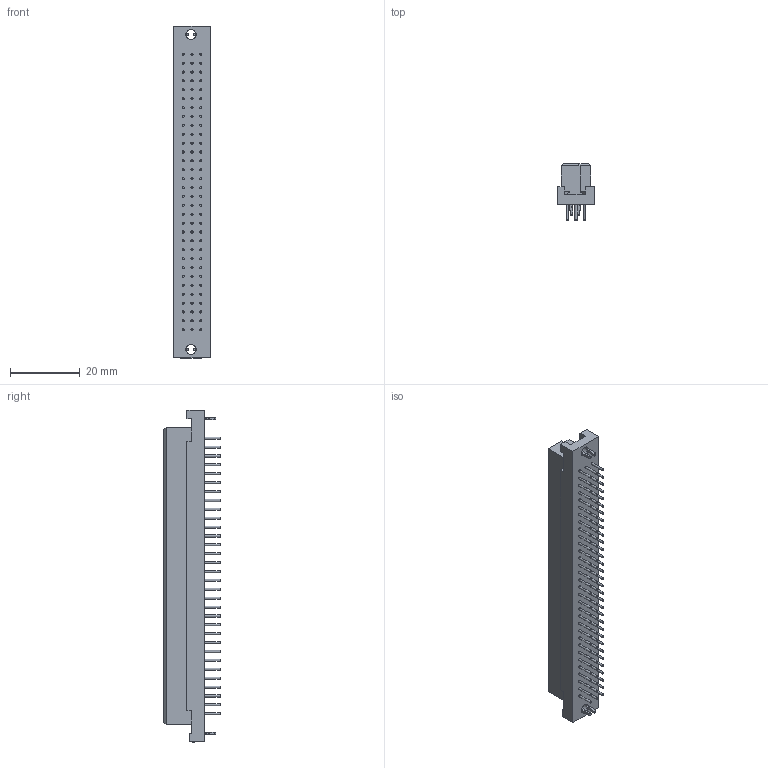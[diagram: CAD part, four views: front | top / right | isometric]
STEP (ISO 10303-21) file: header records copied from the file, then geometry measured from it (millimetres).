
FILE_DESCRIPTION(/* description */ (''),/* implementation_level */ '2;1');
FILE_NAME(/* name */ '100083158ugm000_b.stp',/* time_stamp */ '2016-06-07T07:12:27+02:00',/* author */ (''),/* organization */ (''),/* preprocessor_version */ 'ST-DEVELOPER v16',/* originating_system */ 'SIEMENS PLM Software NX 10.0',/* authorisation */ '');
FILE_SCHEMA (('AUTOMOTIVE_DESIGN { 1 0 10303 214 3 1 1 1 }'));
Length unit declared in the file: millimetre
Products named in the file (1): 100083158ugm000_b
Bounding box: 10.5 x 16.1 x 94.9 mm (x, y, z)
Volume: 9456.8 mm3; surface area: 5281 mm2
Topology: 5 solids, 5 shells, 804 faces, 1786 edges, 1184 vertices
Faces by surface type: plane 686, cylinder 118
Full cylindrical faces by diameter (mm): 0.6 x96, 2.8 x2
Entity records: 25418 total; most frequent: CARTESIAN_POINT 3677, DIRECTION 3542, ORIENTED_EDGE 3376, EDGE_CURVE 1688, LINE 1444, VECTOR 1444, VERTEX_POINT 1184, EDGE_LOOP 1098
